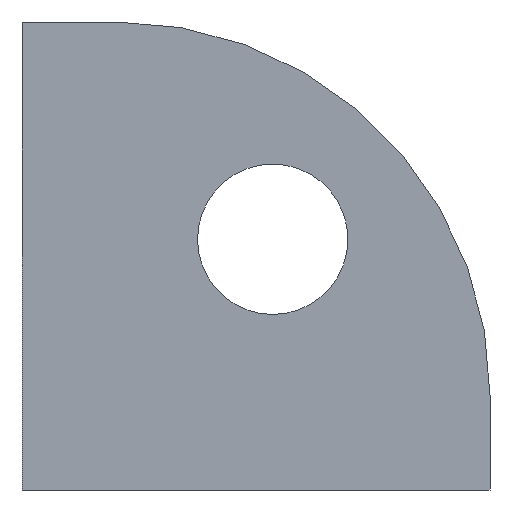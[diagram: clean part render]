
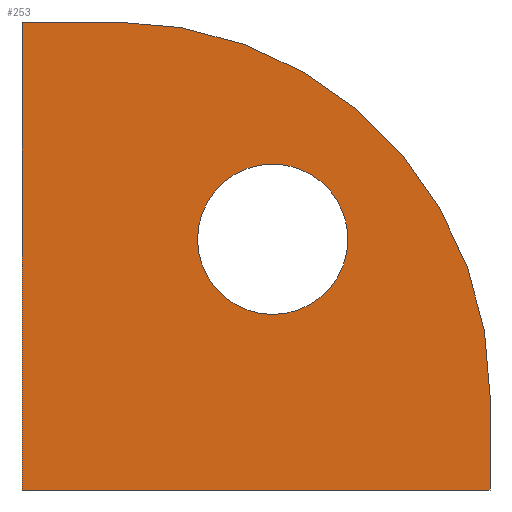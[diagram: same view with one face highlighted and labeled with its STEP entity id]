
A CAD part, front view. The second image highlights one B-rep face of the part: STEP entity #253.
In plain terms, the highlighted planar face has unit normal (0, -1, 0).
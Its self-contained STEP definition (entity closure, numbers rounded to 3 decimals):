
#253=ADVANCED_FACE('',(#288,#289),#290,.T.);
#288=FACE_BOUND('',#363,.T.);
#289=FACE_OUTER_BOUND('',#364,.T.);
#290=PLANE('',#365);
#363=EDGE_LOOP('',(#449));
#364=EDGE_LOOP('',(#450,#451,#452,#453,#454));
#365=AXIS2_PLACEMENT_3D('',#455,#456,#457);
#449=ORIENTED_EDGE('',*,*,#601,.F.);
#450=ORIENTED_EDGE('',*,*,#602,.F.);
#451=ORIENTED_EDGE('',*,*,#597,.T.);
#452=ORIENTED_EDGE('',*,*,#603,.F.);
#453=ORIENTED_EDGE('',*,*,#604,.T.);
#454=ORIENTED_EDGE('',*,*,#605,.T.);
#455=CARTESIAN_POINT('',(21.0,0.0,0.0));
#456=DIRECTION('',(0.0,-1.0,0.0));
#457=DIRECTION('',(0.0,0.0,-1.0));
#597=EDGE_CURVE('',#644,#645,#646,.T.);
#601=EDGE_CURVE('',#652,#652,#653,.T.);
#602=EDGE_CURVE('',#644,#654,#655,.F.);
#603=EDGE_CURVE('',#656,#645,#657,.T.);
#604=EDGE_CURVE('',#656,#658,#659,.T.);
#605=EDGE_CURVE('',#658,#654,#660,.T.);
#644=VERTEX_POINT('',#718);
#645=VERTEX_POINT('',#719);
#646=LINE('',#720,#721);
#652=VERTEX_POINT('',#730);
#653=CIRCLE('',#731,6.75);
#654=VERTEX_POINT('',#732);
#655=CIRCLE('',#733,33.5);
#656=VERTEX_POINT('',#734);
#657=LINE('',#735,#736);
#658=VERTEX_POINT('',#737);
#659=LINE('',#738,#739);
#660=LINE('',#740,#741);
#718=CARTESIAN_POINT('',(8.5,0.0,42.0));
#719=CARTESIAN_POINT('',(0.0,0.0,42.0));
#720=CARTESIAN_POINT('',(21.0,0.0,42.0));
#721=VECTOR('',#815,1.0);
#730=CARTESIAN_POINT('',(22.5,0.,15.75));
#731=AXIS2_PLACEMENT_3D('',#819,#820,#821);
#732=CARTESIAN_POINT('',(42.0,0.0,8.5));
#733=AXIS2_PLACEMENT_3D('',#822,#823,#824);
#734=CARTESIAN_POINT('',(0.0,0.0,0.0));
#735=CARTESIAN_POINT('',(0.0,0.0,0.0));
#736=VECTOR('',#825,1.0);
#737=CARTESIAN_POINT('',(42.0,0.0,0.0));
#738=CARTESIAN_POINT('',(21.0,0.0,0.0));
#739=VECTOR('',#826,1.0);
#740=CARTESIAN_POINT('',(42.0,0.0,0.0));
#741=VECTOR('',#827,1.0);
#815=DIRECTION('',(-1.0,0.0,0.0));
#819=CARTESIAN_POINT('',(22.5,0.,22.5));
#820=DIRECTION('',(0.,-1.0,0.));
#821=DIRECTION('',(0.,0.,-1.0));
#822=CARTESIAN_POINT('',(8.5,0.0,8.5));
#823=DIRECTION('',(0.0,-1.0,0.0));
#824=DIRECTION('',(0.0,0.0,-1.0));
#825=DIRECTION('',(0.0,0.0,1.0));
#826=DIRECTION('',(1.0,0.0,0.0));
#827=DIRECTION('',(0.0,0.0,1.0));
